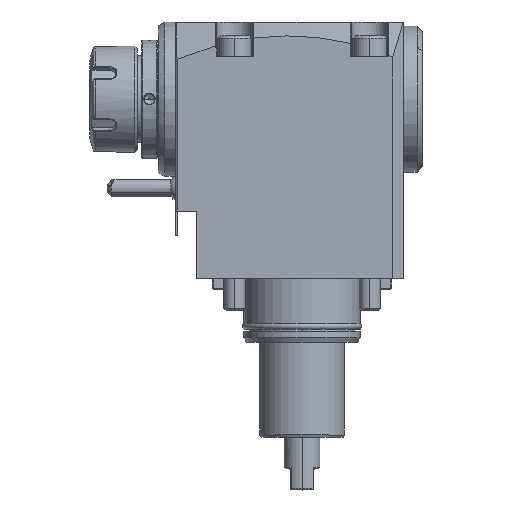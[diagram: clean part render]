
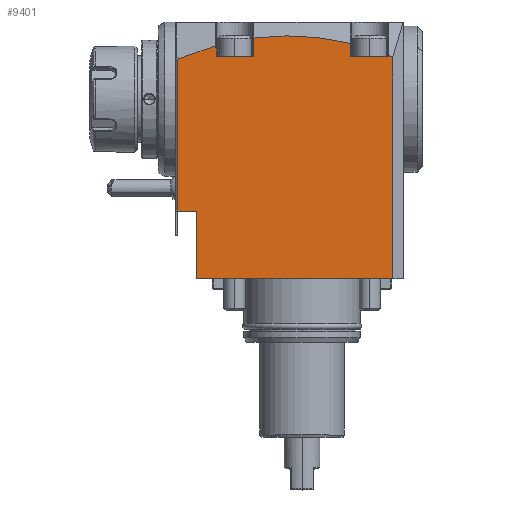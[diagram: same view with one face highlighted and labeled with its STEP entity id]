
A CAD part, top view. The second image highlights one B-rep face of the part: STEP entity #9401.
In plain terms, the highlighted planar face has unit normal (0, 0, 1).
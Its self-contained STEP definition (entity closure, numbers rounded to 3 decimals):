
#1795=DIRECTION('',(0.,1.,0.));
#1796=VECTOR('',#1795,104.954);
#1797=CARTESIAN_POINT('',(103.,0.,42.5));
#1798=LINE('',#1797,#1796);
#1812=CARTESIAN_POINT('',(103.,104.954,42.5));
#1826=DIRECTION('',(-1.,0.,0.));
#1827=VECTOR('',#1826,93.);
#1828=CARTESIAN_POINT('',(103.,0.,42.5));
#1829=LINE('',#1828,#1827);
#2349=DIRECTION('',(0.,1.,0.));
#2350=VECTOR('',#2349,32.);
#2351=CARTESIAN_POINT('',(10.,0.,42.5));
#2352=LINE('',#2351,#2350);
#2353=DIRECTION('',(1.,0.,0.));
#2354=VECTOR('',#2353,9.);
#2355=CARTESIAN_POINT('',(1.,32.,42.5));
#2356=LINE('',#2355,#2354);
#2357=DIRECTION('',(0.,1.,0.));
#2358=VECTOR('',#2357,71.4);
#2359=CARTESIAN_POINT('',(1.,32.5,42.5));
#2360=LINE('',#2359,#2358);
#2361=CARTESIAN_POINT('',(18.964,110.187,42.5));
#2362=CARTESIAN_POINT('',(12.837,108.491,42.5));
#2363=CARTESIAN_POINT('',(6.855,106.378,42.5));
#2364=CARTESIAN_POINT('',(1.,103.9,42.5));
#2366=DIRECTION('',(-0.268,0.963,0.));
#2367=VECTOR('',#2366,2.);
#2368=CARTESIAN_POINT('',(19.5,108.26,42.5));
#2369=LINE('',#2368,#2367);
#2370=DIRECTION('',(0.,-1.,0.));
#2371=VECTOR('',#2370,3.26);
#2372=CARTESIAN_POINT('',(19.5,108.26,42.5));
#2373=LINE('',#2372,#2371);
#2374=DIRECTION('',(0.,-1.,0.));
#2375=VECTOR('',#2374,8.865);
#2376=CARTESIAN_POINT('',(37.,113.865,42.5));
#2377=LINE('',#2376,#2375);
#2378=CARTESIAN_POINT('',(37.,113.865,42.5));
#2379=CARTESIAN_POINT('',(52.484,115.895,42.5));
#2380=CARTESIAN_POINT('',(67.814,115.013,42.5));
#2381=CARTESIAN_POINT('',(83.,111.373,42.5));
#2383=DIRECTION('',(0.,1.,0.));
#2384=VECTOR('',#2383,6.373);
#2385=CARTESIAN_POINT('',(83.,105.,42.5));
#2386=LINE('',#2385,#2384);
#2387=DIRECTION('',(-0.275,-0.961,0.));
#2388=VECTOR('',#2387,0.752);
#2389=CARTESIAN_POINT('',(101.05,105.723,42.5));
#2390=LINE('',#2389,#2388);
#2391=CARTESIAN_POINT('',(101.05,105.723,42.5));
#2392=CARTESIAN_POINT('',(101.702,105.471,42.5));
#2393=CARTESIAN_POINT('',(102.352,105.215,42.5));
#2394=CARTESIAN_POINT('',(103.,104.954,42.5));
#2396=DIRECTION('',(0.,1.,0.));
#2397=VECTOR('',#2396,0.5);
#2398=CARTESIAN_POINT('',(1.,32.,42.5));
#2399=LINE('',#2398,#2397);
#2420=CARTESIAN_POINT('',(1.,103.9,42.5));
#2674=DIRECTION('',(-1.,0.,0.));
#2675=VECTOR('',#2674,17.843);
#2676=CARTESIAN_POINT('',(100.843,105.,42.5));
#2677=LINE('',#2676,#2675);
#2718=CARTESIAN_POINT('',(37.,113.865,42.5));
#2736=DIRECTION('',(-1.,0.,0.));
#2737=VECTOR('',#2736,17.5);
#2738=CARTESIAN_POINT('',(37.,105.,42.5));
#2739=LINE('',#2738,#2737);
#5035=CARTESIAN_POINT('',(19.5,105.,42.5));
#5036=VERTEX_POINT('',#5035);
#5039=VERTEX_POINT('',#2420);
#5053=VERTEX_POINT('',#1812);
#5062=CARTESIAN_POINT('',(19.5,108.26,42.5));
#5063=CARTESIAN_POINT('',(18.964,110.187,42.5));
#5064=VERTEX_POINT('',#5062);
#5065=VERTEX_POINT('',#5063);
#5066=CARTESIAN_POINT('',(101.05,105.723,42.5));
#5067=VERTEX_POINT('',#5066);
#5069=VERTEX_POINT('',#2718);
#5070=CARTESIAN_POINT('',(37.,105.,42.5));
#5071=VERTEX_POINT('',#5070);
#5092=VERTEX_POINT('',#2381);
#5103=CARTESIAN_POINT('',(100.843,105.,42.5));
#5104=VERTEX_POINT('',#5103);
#5110=CARTESIAN_POINT('',(83.,105.,42.5));
#5112=VERTEX_POINT('',#5110);
#5692=CARTESIAN_POINT('',(103.,0.,42.5));
#5693=VERTEX_POINT('',#5692);
#5743=CARTESIAN_POINT('',(10.,0.,42.5));
#5745=VERTEX_POINT('',#5743);
#5746=CARTESIAN_POINT('',(1.,32.,42.5));
#5747=CARTESIAN_POINT('',(10.,32.,42.5));
#5748=VERTEX_POINT('',#5746);
#5749=VERTEX_POINT('',#5747);
#5799=CARTESIAN_POINT('',(1.,32.5,42.5));
#5801=VERTEX_POINT('',#5799);
#9366=CARTESIAN_POINT('',(0.,121.5,42.5));
#9367=DIRECTION('',(0.,0.,1.));
#9368=DIRECTION('',(0.,-1.,0.));
#9369=AXIS2_PLACEMENT_3D('',#9366,#9367,#9368);
#9370=PLANE('',#9369);
#9371=ORIENTED_EDGE('',*,*,#8516,.F.);
#9372=ORIENTED_EDGE('',*,*,#8537,.T.);
#9373=ORIENTED_EDGE('',*,*,#9359,.T.);
#9374=ORIENTED_EDGE('',*,*,#9348,.F.);
#9376=ORIENTED_EDGE('',*,*,#9375,.T.);
#9378=ORIENTED_EDGE('',*,*,#9377,.T.);
#9380=ORIENTED_EDGE('',*,*,#9379,.F.);
#9382=ORIENTED_EDGE('',*,*,#9381,.F.);
#9384=ORIENTED_EDGE('',*,*,#9383,.T.);
#9386=ORIENTED_EDGE('',*,*,#9385,.F.);
#9388=ORIENTED_EDGE('',*,*,#9387,.F.);
#9390=ORIENTED_EDGE('',*,*,#9389,.T.);
#9392=ORIENTED_EDGE('',*,*,#9391,.F.);
#9394=ORIENTED_EDGE('',*,*,#9393,.F.);
#9396=ORIENTED_EDGE('',*,*,#9395,.F.);
#9398=ORIENTED_EDGE('',*,*,#9397,.T.);
#9399=EDGE_LOOP('',(#9371,#9372,#9373,#9374,#9376,#9378,#9380,#9382,#9384,#9386,
#9388,#9390,#9392,#9394,#9396,#9398));
#9400=FACE_OUTER_BOUND('',#9399,.F.);
#2365=B_SPLINE_CURVE_WITH_KNOTS('',3,(#2361,#2362,#2363,#2364),.UNSPECIFIED.,
.F.,.F.,(4,4),(0.,1.),.UNSPECIFIED.);
#2382=B_SPLINE_CURVE_WITH_KNOTS('',3,(#2378,#2379,#2380,#2381),.UNSPECIFIED.,
.F.,.F.,(4,4),(0.,1.),.UNSPECIFIED.);
#2395=B_SPLINE_CURVE_WITH_KNOTS('',3,(#2391,#2392,#2393,#2394),.UNSPECIFIED.,
.F.,.F.,(4,4),(0.,1.),.UNSPECIFIED.);
#8516=EDGE_CURVE('',#5693,#5053,#1798,.T.);
#8537=EDGE_CURVE('',#5693,#5745,#1829,.T.);
#9348=EDGE_CURVE('',#5748,#5749,#2356,.T.);
#9359=EDGE_CURVE('',#5745,#5749,#2352,.T.);
#9375=EDGE_CURVE('',#5748,#5801,#2399,.T.);
#9377=EDGE_CURVE('',#5801,#5039,#2360,.T.);
#9379=EDGE_CURVE('',#5065,#5039,#2365,.T.);
#9381=EDGE_CURVE('',#5064,#5065,#2369,.T.);
#9383=EDGE_CURVE('',#5064,#5036,#2373,.T.);
#9385=EDGE_CURVE('',#5071,#5036,#2739,.T.);
#9387=EDGE_CURVE('',#5069,#5071,#2377,.T.);
#9389=EDGE_CURVE('',#5069,#5092,#2382,.T.);
#9391=EDGE_CURVE('',#5112,#5092,#2386,.T.);
#9393=EDGE_CURVE('',#5104,#5112,#2677,.T.);
#9395=EDGE_CURVE('',#5067,#5104,#2390,.T.);
#9397=EDGE_CURVE('',#5067,#5053,#2395,.T.);
#9401=ADVANCED_FACE('',(#9400),#9370,.T.);
